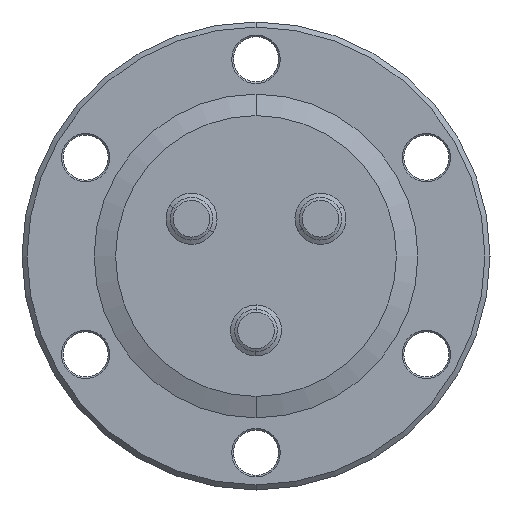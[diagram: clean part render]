
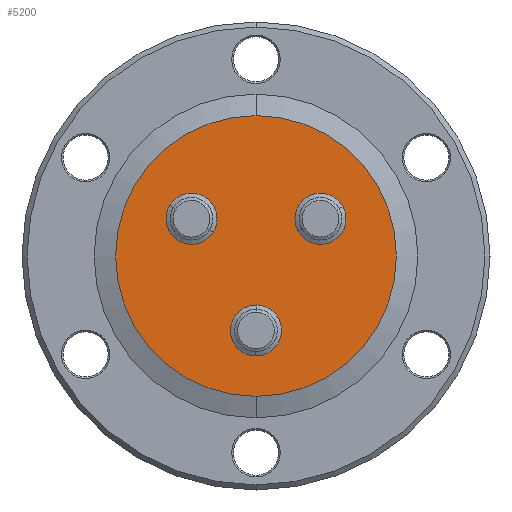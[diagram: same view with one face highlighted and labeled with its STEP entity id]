
A CAD part, front view. The second image highlights one B-rep face of the part: STEP entity #5200.
In plain terms, the highlighted planar face has unit normal (0, -1, 0).
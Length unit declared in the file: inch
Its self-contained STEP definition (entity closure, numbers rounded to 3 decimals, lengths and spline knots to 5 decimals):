
#82 = DIRECTION ( 'NONE',  ( 0., -1., 0. ) ) ;
#192 = EDGE_LOOP ( 'NONE', ( #2542, #8927 ) ) ;
#270 = PLANE ( 'NONE',  #5158 ) ;
#300 = CARTESIAN_POINT ( 'NONE',  ( 0., -0.449, -0.4375 ) ) ;
#692 = CIRCLE ( 'NONE', #4411, 0.125 ) ;
#707 = DIRECTION ( 'NONE',  ( 0., -1., 0. ) ) ;
#715 = VERTEX_POINT ( 'NONE', #6073 ) ;
#750 = CARTESIAN_POINT ( 'NONE',  ( 0.37889, -0.449, 0.21875 ) ) ;
#870 = VERTEX_POINT ( 'NONE', #2466 ) ;
#970 = CARTESIAN_POINT ( 'NONE',  ( -0.48471, -0.449, 0.28528 ) ) ;
#1018 = DIRECTION ( 'NONE',  ( 0., -1., 0. ) ) ;
#1111 = CIRCLE ( 'NONE', #2031, 0.125 ) ;
#1137 = ORIENTED_EDGE ( 'NONE', *, *, #7332, .F. ) ;
#1190 = EDGE_LOOP ( 'NONE', ( #1137, #8427 ) ) ;
#1217 = CIRCLE ( 'NONE', #8147, 0.125 ) ;
#1368 = CIRCLE ( 'NONE', #2555, 0.125 ) ;
#1401 = CARTESIAN_POINT ( 'NONE',  ( 0., -0.449, -0.4375 ) ) ;
#1465 = CARTESIAN_POINT ( 'NONE',  ( 0.37889, -0.449, 0.21875 ) ) ;
#1521 = AXIS2_PLACEMENT_3D ( 'NONE', #8009, #707, #1546 ) ;
#1546 = DIRECTION ( 'NONE',  ( -0.847, 0., 0.532 ) ) ;
#2031 = AXIS2_PLACEMENT_3D ( 'NONE', #1401, #8000, #5149 ) ;
#2119 = ORIENTED_EDGE ( 'NONE', *, *, #5458, .T. ) ;
#2247 = EDGE_CURVE ( 'NONE', #870, #2973, #1111, .T. ) ;
#2267 = VERTEX_POINT ( 'NONE', #970 ) ;
#2360 = CARTESIAN_POINT ( 'NONE',  ( 0., -0.449, 0.825 ) ) ;
#2385 = EDGE_CURVE ( 'NONE', #2973, #870, #692, .T. ) ;
#2466 = CARTESIAN_POINT ( 'NONE',  ( -0.00471, -0.449, -0.56241 ) ) ;
#2503 = DIRECTION ( 'NONE',  ( 0., 0., -1. ) ) ;
#2542 = ORIENTED_EDGE ( 'NONE', *, *, #2247, .F. ) ;
#2555 = AXIS2_PLACEMENT_3D ( 'NONE', #1465, #8057, #4222 ) ;
#2674 = CARTESIAN_POINT ( 'NONE',  ( -0.37889, -0.449, 0.21875 ) ) ;
#2689 = VERTEX_POINT ( 'NONE', #5277 ) ;
#2973 = VERTEX_POINT ( 'NONE', #5710 ) ;
#3078 = ORIENTED_EDGE ( 'NONE', *, *, #9155, .T. ) ;
#3126 = VERTEX_POINT ( 'NONE', #7344 ) ;
#3145 = FACE_BOUND ( 'NONE', #1190, .T. ) ;
#3706 = CARTESIAN_POINT ( 'NONE',  ( 0., -0.449, 0. ) ) ;
#3859 = CARTESIAN_POINT ( 'NONE',  ( -0.48471, -0.449, 0.28528 ) ) ;
#3887 = DIRECTION ( 'NONE',  ( -0.038, 0., -0.999 ) ) ;
#3997 = EDGE_LOOP ( 'NONE', ( #7761, #5587 ) ) ;
#4119 = CARTESIAN_POINT ( 'NONE',  ( 0.26836, -0.449, 0.16037 ) ) ;
#4222 = DIRECTION ( 'NONE',  ( 0.884, 0., 0.467 ) ) ;
#4253 = CIRCLE ( 'NONE', #8480, 0.825 ) ;
#4324 = DIRECTION ( 'NONE',  ( 0.884, 0., 0.467 ) ) ;
#4411 = AXIS2_PLACEMENT_3D ( 'NONE', #300, #1018, #3887 ) ;
#4451 = VERTEX_POINT ( 'NONE', #2360 ) ;
#4648 = FACE_BOUND ( 'NONE', #192, .T. ) ;
#5118 = CIRCLE ( 'NONE', #1521, 0.125 ) ;
#5149 = DIRECTION ( 'NONE',  ( -0.038, 0., -0.999 ) ) ;
#5158 = AXIS2_PLACEMENT_3D ( 'NONE', #3859, #8898, #7631 ) ;
#5200 = ADVANCED_FACE ( 'NONE', ( #3145, #8387, #5404, #4648 ), #270, .T. ) ;
#5277 = CARTESIAN_POINT ( 'NONE',  ( 0., -0.449, -0.825 ) ) ;
#5404 = FACE_BOUND ( 'NONE', #3997, .T. ) ;
#5458 = EDGE_CURVE ( 'NONE', #4451, #2689, #8613, .T. ) ;
#5587 = ORIENTED_EDGE ( 'NONE', *, *, #6695, .F. ) ;
#5652 = VERTEX_POINT ( 'NONE', #4119 ) ;
#5710 = CARTESIAN_POINT ( 'NONE',  ( 0.00471, -0.449, -0.31259 ) ) ;
#5913 = DIRECTION ( 'NONE',  ( 0., -1., 0. ) ) ;
#6073 = CARTESIAN_POINT ( 'NONE',  ( -0.27306, -0.449, 0.15222 ) ) ;
#6581 = DIRECTION ( 'NONE',  ( 0., 0., -1. ) ) ;
#6611 = EDGE_CURVE ( 'NONE', #3126, #5652, #1368, .T. ) ;
#6669 = AXIS2_PLACEMENT_3D ( 'NONE', #2674, #7676, #7728 ) ;
#6695 = EDGE_CURVE ( 'NONE', #5652, #3126, #1217, .T. ) ;
#6720 = EDGE_CURVE ( 'NONE', #715, #2267, #5118, .T. ) ;
#7332 = EDGE_CURVE ( 'NONE', #2267, #715, #7587, .T. ) ;
#7344 = CARTESIAN_POINT ( 'NONE',  ( 0.48942, -0.449, 0.27713 ) ) ;
#7363 = DIRECTION ( 'NONE',  ( 0., -1., 0. ) ) ;
#7587 = CIRCLE ( 'NONE', #6669, 0.125 ) ;
#7631 = DIRECTION ( 'NONE',  ( -0.847, 0., 0.532 ) ) ;
#7676 = DIRECTION ( 'NONE',  ( 0., -1., 0. ) ) ;
#7728 = DIRECTION ( 'NONE',  ( -0.847, 0., 0.532 ) ) ;
#7761 = ORIENTED_EDGE ( 'NONE', *, *, #6611, .F. ) ;
#8000 = DIRECTION ( 'NONE',  ( 0., -1., 0. ) ) ;
#8009 = CARTESIAN_POINT ( 'NONE',  ( -0.37889, -0.449, 0.21875 ) ) ;
#8057 = DIRECTION ( 'NONE',  ( 0., -1., 0. ) ) ;
#8147 = AXIS2_PLACEMENT_3D ( 'NONE', #750, #82, #4324 ) ;
#8151 = EDGE_LOOP ( 'NONE', ( #3078, #2119 ) ) ;
#8387 = FACE_OUTER_BOUND ( 'NONE', #8151, .T. ) ;
#8427 = ORIENTED_EDGE ( 'NONE', *, *, #6720, .F. ) ;
#8480 = AXIS2_PLACEMENT_3D ( 'NONE', #8974, #7363, #2503 ) ;
#8613 = CIRCLE ( 'NONE', #8750, 0.825 ) ;
#8750 = AXIS2_PLACEMENT_3D ( 'NONE', #3706, #5913, #6581 ) ;
#8898 = DIRECTION ( 'NONE',  ( 0., -1., 0. ) ) ;
#8927 = ORIENTED_EDGE ( 'NONE', *, *, #2385, .F. ) ;
#8974 = CARTESIAN_POINT ( 'NONE',  ( 0., -0.449, 0. ) ) ;
#9155 = EDGE_CURVE ( 'NONE', #2689, #4451, #4253, .T. ) ;
